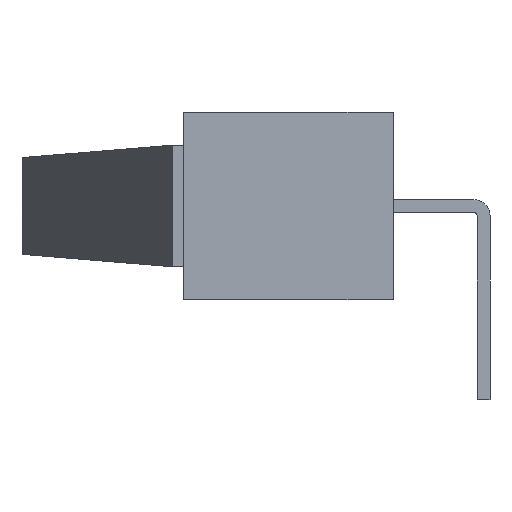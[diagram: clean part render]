
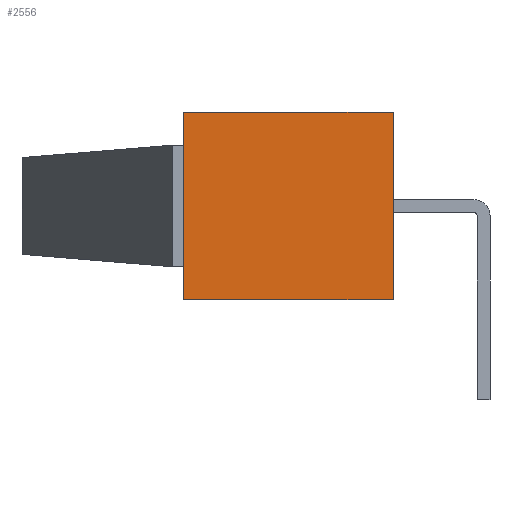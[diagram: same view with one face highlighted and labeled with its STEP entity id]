
A CAD part, left-side view. The second image highlights one B-rep face of the part: STEP entity #2556.
In plain terms, the highlighted planar face has unit normal (-1, 0, 0).
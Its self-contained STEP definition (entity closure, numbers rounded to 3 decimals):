
#292 = PLANE('',#293);
#293 = AXIS2_PLACEMENT_3D('',#294,#295,#296);
#294 = CARTESIAN_POINT('',(-6.417,2.75,5.85));
#295 = DIRECTION('',(0.,1.,0.));
#296 = DIRECTION('',(-1.,0.,0.));
#843 = VERTEX_POINT('',#844);
#844 = CARTESIAN_POINT('',(-6.417,2.75,0.05));
#860 = PLANE('',#861);
#861 = AXIS2_PLACEMENT_3D('',#862,#863,#864);
#862 = CARTESIAN_POINT('',(-6.417,9.25,0.05));
#863 = DIRECTION('',(0.,0.,1.));
#864 = DIRECTION('',(1.,0.,0.));
#901 = VERTEX_POINT('',#902);
#902 = CARTESIAN_POINT('',(-6.417,2.75,5.85));
#916 = PLANE('',#917);
#917 = AXIS2_PLACEMENT_3D('',#918,#919,#920);
#918 = CARTESIAN_POINT('',(-6.417,9.25,5.85));
#919 = DIRECTION('',(0.,0.,1.));
#920 = DIRECTION('',(1.,0.,0.));
#928 = EDGE_CURVE('',#901,#843,#929,.T.);
#929 = SURFACE_CURVE('',#930,(#934,#941),.PCURVE_S1.);
#930 = LINE('',#931,#932);
#931 = CARTESIAN_POINT('',(-6.417,2.75,5.85));
#932 = VECTOR('',#933,1.);
#933 = DIRECTION('',(0.,0.,-1.));
#934 = PCURVE('',#292,#935);
#935 = DEFINITIONAL_REPRESENTATION('',(#936),#940);
#936 = LINE('',#937,#938);
#937 = CARTESIAN_POINT('',(0.,0.));
#938 = VECTOR('',#939,1.);
#939 = DIRECTION('',(0.,-1.));
#940 = ( GEOMETRIC_REPRESENTATION_CONTEXT(2) 
PARAMETRIC_REPRESENTATION_CONTEXT() REPRESENTATION_CONTEXT('2D SPACE',''
  ) );
#941 = PCURVE('',#942,#947);
#942 = PLANE('',#943);
#943 = AXIS2_PLACEMENT_3D('',#944,#945,#946);
#944 = CARTESIAN_POINT('',(-6.417,9.25,5.85));
#945 = DIRECTION('',(1.,0.,0.));
#946 = DIRECTION('',(0.,0.,-1.));
#947 = DEFINITIONAL_REPRESENTATION('',(#948),#952);
#948 = LINE('',#949,#950);
#949 = CARTESIAN_POINT('',(0.,-6.5));
#950 = VECTOR('',#951,1.);
#951 = DIRECTION('',(1.,0.));
#952 = ( GEOMETRIC_REPRESENTATION_CONTEXT(2) 
PARAMETRIC_REPRESENTATION_CONTEXT() REPRESENTATION_CONTEXT('2D SPACE',''
  ) );
#2086 = EDGE_CURVE('',#2087,#843,#2089,.T.);
#2087 = VERTEX_POINT('',#2088);
#2088 = CARTESIAN_POINT('',(-6.417,9.25,0.05));
#2089 = SURFACE_CURVE('',#2090,(#2094,#2101),.PCURVE_S1.);
#2090 = LINE('',#2091,#2092);
#2091 = CARTESIAN_POINT('',(-6.417,9.25,0.05));
#2092 = VECTOR('',#2093,1.);
#2093 = DIRECTION('',(0.,-1.,0.));
#2094 = PCURVE('',#860,#2095);
#2095 = DEFINITIONAL_REPRESENTATION('',(#2096),#2100);
#2096 = LINE('',#2097,#2098);
#2097 = CARTESIAN_POINT('',(0.,0.));
#2098 = VECTOR('',#2099,1.);
#2099 = DIRECTION('',(0.,-1.));
#2100 = ( GEOMETRIC_REPRESENTATION_CONTEXT(2) 
PARAMETRIC_REPRESENTATION_CONTEXT() REPRESENTATION_CONTEXT('2D SPACE',''
  ) );
#2101 = PCURVE('',#942,#2102);
#2102 = DEFINITIONAL_REPRESENTATION('',(#2103),#2107);
#2103 = LINE('',#2104,#2105);
#2104 = CARTESIAN_POINT('',(5.8,0.));
#2105 = VECTOR('',#2106,1.);
#2106 = DIRECTION('',(0.,-1.));
#2107 = ( GEOMETRIC_REPRESENTATION_CONTEXT(2) 
PARAMETRIC_REPRESENTATION_CONTEXT() REPRESENTATION_CONTEXT('2D SPACE',''
  ) );
#2125 = PLANE('',#2126);
#2126 = AXIS2_PLACEMENT_3D('',#2127,#2128,#2129);
#2127 = CARTESIAN_POINT('',(-6.417,9.25,5.85));
#2128 = DIRECTION('',(0.,-1.,0.));
#2129 = DIRECTION('',(0.,0.,-1.));
#2511 = EDGE_CURVE('',#2512,#901,#2514,.T.);
#2512 = VERTEX_POINT('',#2513);
#2513 = CARTESIAN_POINT('',(-6.417,9.25,5.85));
#2514 = SURFACE_CURVE('',#2515,(#2519,#2526),.PCURVE_S1.);
#2515 = LINE('',#2516,#2517);
#2516 = CARTESIAN_POINT('',(-6.417,9.25,5.85));
#2517 = VECTOR('',#2518,1.);
#2518 = DIRECTION('',(0.,-1.,0.));
#2519 = PCURVE('',#916,#2520);
#2520 = DEFINITIONAL_REPRESENTATION('',(#2521),#2525);
#2521 = LINE('',#2522,#2523);
#2522 = CARTESIAN_POINT('',(0.,0.));
#2523 = VECTOR('',#2524,1.);
#2524 = DIRECTION('',(0.,-1.));
#2525 = ( GEOMETRIC_REPRESENTATION_CONTEXT(2) 
PARAMETRIC_REPRESENTATION_CONTEXT() REPRESENTATION_CONTEXT('2D SPACE',''
  ) );
#2526 = PCURVE('',#942,#2527);
#2527 = DEFINITIONAL_REPRESENTATION('',(#2528),#2532);
#2528 = LINE('',#2529,#2530);
#2529 = CARTESIAN_POINT('',(0.,0.));
#2530 = VECTOR('',#2531,1.);
#2531 = DIRECTION('',(0.,-1.));
#2532 = ( GEOMETRIC_REPRESENTATION_CONTEXT(2) 
PARAMETRIC_REPRESENTATION_CONTEXT() REPRESENTATION_CONTEXT('2D SPACE',''
  ) );
#2556 = ADVANCED_FACE('',(#2557),#942,.F.);
#2557 = FACE_BOUND('',#2558,.T.);
#2558 = EDGE_LOOP('',(#2559,#2560,#2561,#2562));
#2559 = ORIENTED_EDGE('',*,*,#2086,.T.);
#2560 = ORIENTED_EDGE('',*,*,#928,.F.);
#2561 = ORIENTED_EDGE('',*,*,#2511,.F.);
#2562 = ORIENTED_EDGE('',*,*,#2563,.T.);
#2563 = EDGE_CURVE('',#2512,#2087,#2564,.T.);
#2564 = SURFACE_CURVE('',#2565,(#2569,#2576),.PCURVE_S1.);
#2565 = LINE('',#2566,#2567);
#2566 = CARTESIAN_POINT('',(-6.417,9.25,5.85));
#2567 = VECTOR('',#2568,1.);
#2568 = DIRECTION('',(0.,0.,-1.));
#2569 = PCURVE('',#942,#2570);
#2570 = DEFINITIONAL_REPRESENTATION('',(#2571),#2575);
#2571 = LINE('',#2572,#2573);
#2572 = CARTESIAN_POINT('',(0.,0.));
#2573 = VECTOR('',#2574,1.);
#2574 = DIRECTION('',(1.,0.));
#2575 = ( GEOMETRIC_REPRESENTATION_CONTEXT(2) 
PARAMETRIC_REPRESENTATION_CONTEXT() REPRESENTATION_CONTEXT('2D SPACE',''
  ) );
#2576 = PCURVE('',#2125,#2577);
#2577 = DEFINITIONAL_REPRESENTATION('',(#2578),#2582);
#2578 = LINE('',#2579,#2580);
#2579 = CARTESIAN_POINT('',(0.,0.));
#2580 = VECTOR('',#2581,1.);
#2581 = DIRECTION('',(1.,0.));
#2582 = ( GEOMETRIC_REPRESENTATION_CONTEXT(2) 
PARAMETRIC_REPRESENTATION_CONTEXT() REPRESENTATION_CONTEXT('2D SPACE',''
  ) );
